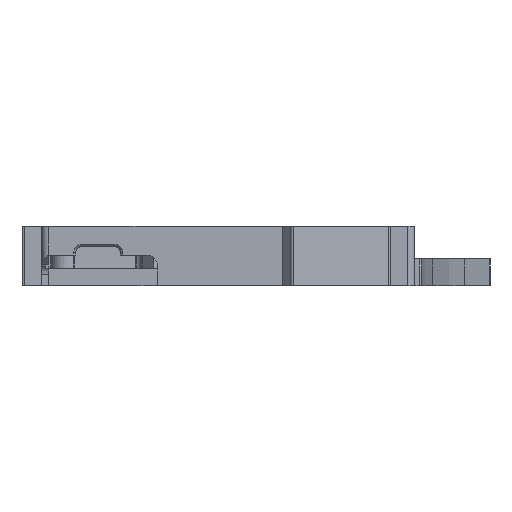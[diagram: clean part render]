
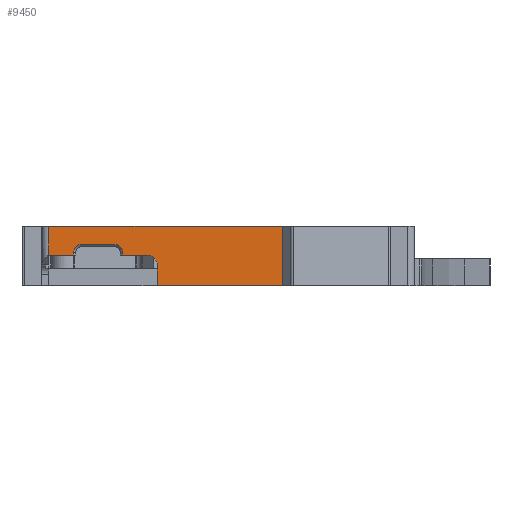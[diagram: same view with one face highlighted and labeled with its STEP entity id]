
A CAD part, left-side view. The second image highlights one B-rep face of the part: STEP entity #9450.
In plain terms, the highlighted planar face has unit normal (-1, 0, 0).
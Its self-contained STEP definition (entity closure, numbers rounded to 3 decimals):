
#495=PLANE('',#9940);
#1009=FACE_OUTER_BOUND('',#1557,.T.);
#1557=EDGE_LOOP('',(#7834,#7835,#7836,#7837,#7838,#7839,#7840,#7841,#7842,
#7843,#7844,#7845,#7846));
#1907=CIRCLE('',#9941,1.7);
#1908=CIRCLE('',#9942,1.7);
#1909=CIRCLE('',#9943,2.);
#2465=LINE('',#14825,#3580);
#2529=LINE('',#14994,#3644);
#2557=LINE('',#15064,#3672);
#2558=LINE('',#15067,#3673);
#2559=LINE('',#15069,#3674);
#2560=LINE('',#15073,#3675);
#2561=LINE('',#15077,#3676);
#2562=LINE('',#15079,#3677);
#2563=LINE('',#15082,#3678);
#2564=LINE('',#15083,#3679);
#3580=VECTOR('',#11112,10.);
#3644=VECTOR('',#11232,10.);
#3672=VECTOR('',#11282,10.);
#3673=VECTOR('',#11285,10.);
#3674=VECTOR('',#11286,10.);
#3675=VECTOR('',#11289,10.);
#3676=VECTOR('',#11292,10.);
#3677=VECTOR('',#11293,10.);
#3678=VECTOR('',#11296,10.);
#3679=VECTOR('',#11297,10.);
#4678=VERTEX_POINT('',#14822);
#4679=VERTEX_POINT('',#14824);
#4743=VERTEX_POINT('',#14991);
#4744=VERTEX_POINT('',#14993);
#4761=VERTEX_POINT('',#15062);
#4762=VERTEX_POINT('',#15066);
#4763=VERTEX_POINT('',#15068);
#4764=VERTEX_POINT('',#15070);
#4765=VERTEX_POINT('',#15072);
#4766=VERTEX_POINT('',#15074);
#4767=VERTEX_POINT('',#15076);
#4768=VERTEX_POINT('',#15078);
#4769=VERTEX_POINT('',#15080);
#5789=EDGE_CURVE('',#4678,#4679,#2465,.T.);
#5868=EDGE_CURVE('',#4743,#4744,#2529,.T.);
#5900=EDGE_CURVE('',#4761,#4678,#2557,.T.);
#5901=EDGE_CURVE('',#4761,#4762,#2558,.T.);
#5902=EDGE_CURVE('',#4763,#4762,#2559,.T.);
#5903=EDGE_CURVE('',#4764,#4763,#1907,.T.);
#5904=EDGE_CURVE('',#4765,#4764,#2560,.T.);
#5905=EDGE_CURVE('',#4766,#4765,#1908,.T.);
#5906=EDGE_CURVE('',#4767,#4766,#2561,.T.);
#5907=EDGE_CURVE('',#4767,#4768,#2562,.T.);
#5908=EDGE_CURVE('',#4768,#4769,#1909,.T.);
#5909=EDGE_CURVE('',#4769,#4744,#2563,.T.);
#5910=EDGE_CURVE('',#4743,#4679,#2564,.T.);
#7834=ORIENTED_EDGE('',*,*,#5900,.F.);
#7835=ORIENTED_EDGE('',*,*,#5901,.T.);
#7836=ORIENTED_EDGE('',*,*,#5902,.F.);
#7837=ORIENTED_EDGE('',*,*,#5903,.F.);
#7838=ORIENTED_EDGE('',*,*,#5904,.F.);
#7839=ORIENTED_EDGE('',*,*,#5905,.F.);
#7840=ORIENTED_EDGE('',*,*,#5906,.F.);
#7841=ORIENTED_EDGE('',*,*,#5907,.T.);
#7842=ORIENTED_EDGE('',*,*,#5908,.T.);
#7843=ORIENTED_EDGE('',*,*,#5909,.T.);
#7844=ORIENTED_EDGE('',*,*,#5868,.F.);
#7845=ORIENTED_EDGE('',*,*,#5910,.T.);
#7846=ORIENTED_EDGE('',*,*,#5789,.F.);
#9450=ADVANCED_FACE('',(#1009),#495,.T.);
#9940=AXIS2_PLACEMENT_3D('',#15065,#11283,#11284);
#9941=AXIS2_PLACEMENT_3D('',#15071,#11287,#11288);
#9942=AXIS2_PLACEMENT_3D('',#15075,#11290,#11291);
#9943=AXIS2_PLACEMENT_3D('',#15081,#11294,#11295);
#11112=DIRECTION('',(0.,-1.,0.));
#11232=DIRECTION('',(0.,1.,0.));
#11282=DIRECTION('',(0.,0.,1.));
#11283=DIRECTION('center_axis',(-1.,0.,0.));
#11284=DIRECTION('ref_axis',(0.,-1.,0.));
#11285=DIRECTION('',(0.,-1.,0.));
#11286=DIRECTION('',(0.,0.,-1.));
#11287=DIRECTION('center_axis',(-1.,0.,0.));
#11288=DIRECTION('ref_axis',(0.,0.,
1.));
#11289=DIRECTION('',(0.,1.,0.));
#11290=DIRECTION('center_axis',(-1.,0.,0.));
#11291=DIRECTION('ref_axis',(0.,-1.,0.));
#11292=DIRECTION('',(0.,0.,1.));
#11293=DIRECTION('',(0.,-1.,0.));
#11294=DIRECTION('center_axis',(1.,0.,0.));
#11295=DIRECTION('ref_axis',(0.,-1.,0.));
#11296=DIRECTION('',(0.,0.,-1.));
#11297=DIRECTION('',(0.,0.,1.));
#14822=CARTESIAN_POINT('',(28.638,-49.155,10.5));
#14824=CARTESIAN_POINT('',(28.638,-98.604,10.5));
#14825=CARTESIAN_POINT('',(28.638,-98.604,10.5));
#14991=CARTESIAN_POINT('',(28.638,-98.604,-2.));
#14993=CARTESIAN_POINT('',(28.638,-72.1,-2.));
#14994=CARTESIAN_POINT('',(28.638,-98.604,-2.));
#15062=CARTESIAN_POINT('',(28.638,-49.155,4.395));
#15064=CARTESIAN_POINT('',(28.638,-49.155,0.));
#15065=CARTESIAN_POINT('Origin',(28.638,-47.655,0.));
#15066=CARTESIAN_POINT('',(28.638,-54.4,4.395));
#15067=CARTESIAN_POINT('',(28.638,-48.405,4.395));
#15068=CARTESIAN_POINT('',(28.638,-54.4,4.98));
#15069=CARTESIAN_POINT('',(28.638,-54.4,1.905));
#15070=CARTESIAN_POINT('',(28.638,-56.1,6.68));
#15071=CARTESIAN_POINT('Origin',(28.638,-56.1,4.98));
#15072=CARTESIAN_POINT('',(28.638,-63.1,6.68));
#15073=CARTESIAN_POINT('',(28.638,-51.878,6.68));
#15074=CARTESIAN_POINT('',(28.638,-64.8,4.98));
#15075=CARTESIAN_POINT('Origin',(28.638,-63.1,4.98));
#15076=CARTESIAN_POINT('',(28.638,-64.8,4.395));
#15077=CARTESIAN_POINT('',(28.638,-64.8,2.49));
#15078=CARTESIAN_POINT('',(28.638,-70.1,4.395));
#15079=CARTESIAN_POINT('',(28.638,-48.405,4.395));
#15080=CARTESIAN_POINT('',(28.638,-72.1,2.395));
#15081=CARTESIAN_POINT('Origin',(28.638,-70.1,2.395));
#15082=CARTESIAN_POINT('',(28.638,-72.1,1.198));
#15083=CARTESIAN_POINT('',(28.638,-98.604,0.));
